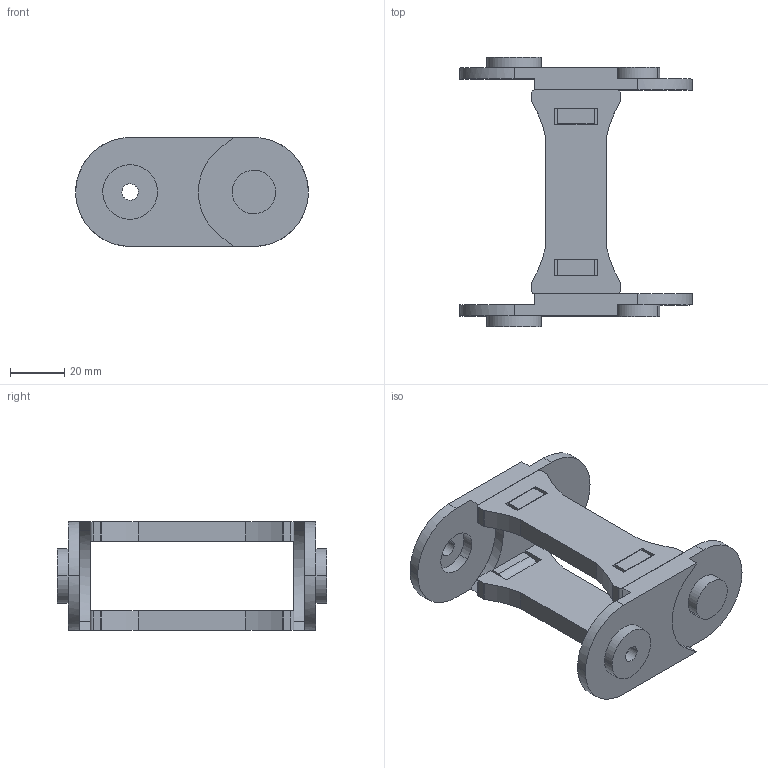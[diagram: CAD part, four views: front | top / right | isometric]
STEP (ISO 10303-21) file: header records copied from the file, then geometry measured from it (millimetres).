
FILE_DESCRIPTION(/* description */ (''),/* implementation_level */ '2;1');
FILE_NAME(/* name */ 'ELOT75~1',/* time_stamp */ '2023-07-12T16:06:38-03:00',/* author */ (''),/* organization */ (''),/* preprocessor_version */ 'ST-DEVELOPER v15',/* originating_system */ '',/* authorisation */ '');
FILE_SCHEMA (('AUTOMOTIVE_DESIGN'));
Length unit declared in the file: centimetre
Products named in the file (1): Document
Bounding box: 85.5 x 99.01 x 40 mm (x, y, z)
Volume: 57250.8 mm3; surface area: 29992 mm2
Topology: 4 solids, 4 shells, 167 faces, 440 edges, 290 vertices
Faces by surface type: plane 96, bspline 71
Entity records: 4771 total; most frequent: CARTESIAN_POINT 2051, ORIENTED_EDGE 880, EDGE_CURVE 440, VERTEX_POINT 290, B_SPLINE_CURVE_WITH_KNOTS 216, EDGE_LOOP 186, ADVANCED_FACE 167, FACE_OUTER_BOUND 167
